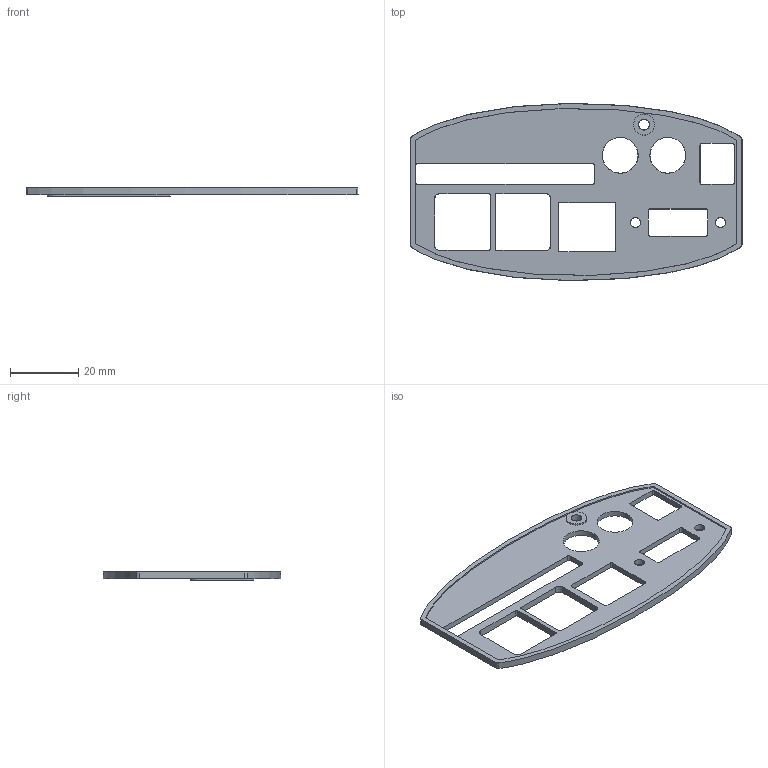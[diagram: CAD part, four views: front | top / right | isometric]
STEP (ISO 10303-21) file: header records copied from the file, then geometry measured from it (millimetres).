
FILE_DESCRIPTION (( 'STEP AP203' ), '1' );
FILE_NAME ('back plate 1.21.STEP', '2016-11-02T22:04:16', ( '' ), ( '' ), 'SwSTEP 2.0', 'SolidWorks 2016', '' );
FILE_SCHEMA (( 'CONFIG_CONTROL_DESIGN' ));
Length unit declared in the file: millimetre
Products named in the file (1): back plate 1.21
Bounding box: 97.63 x 52.15 x 2.4 mm (x, y, z)
Volume: 4974.8 mm3; surface area: 7482.3 mm2
Topology: 1 solids, 1 shells, 85 faces, 240 edges, 160 vertices
Faces by surface type: cone 44, plane 37, bspline 4
Entity records: 3327 total; most frequent: CARTESIAN_POINT 946, DIRECTION 480, ORIENTED_EDGE 480, EDGE_CURVE 240, AXIS2_PLACEMENT_3D 170, VERTEX_POINT 160, VECTOR 140, LINE 140
